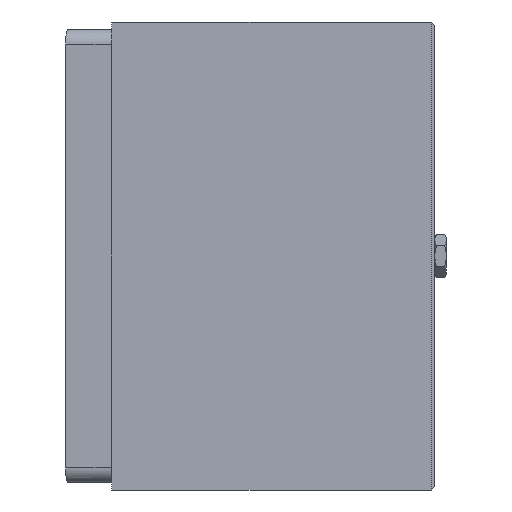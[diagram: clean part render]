
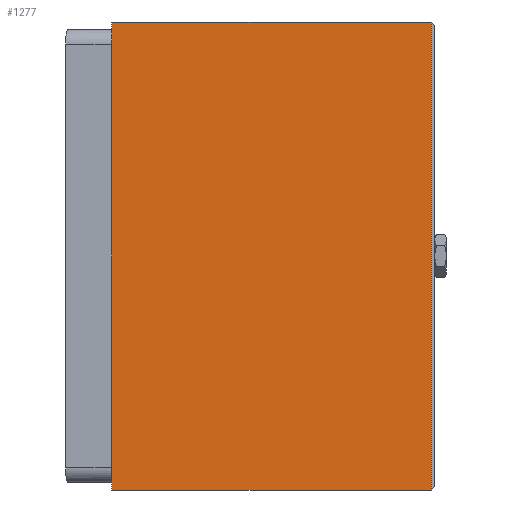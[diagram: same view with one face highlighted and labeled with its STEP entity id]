
A CAD part, left-side view. The second image highlights one B-rep face of the part: STEP entity #1277.
In plain terms, the highlighted planar face has unit normal (-1, 0, 0).
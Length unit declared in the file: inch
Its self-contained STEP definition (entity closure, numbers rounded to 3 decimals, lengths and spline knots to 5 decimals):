
#141 = ORIENTED_EDGE ( 'NONE', *, *, #1465, .T. ) ;
#202 = DIRECTION ( 'NONE',  ( 0., 0., -1. ) ) ;
#264 = AXIS2_PLACEMENT_3D ( 'NONE', #3305, #2922, #202 ) ;
#409 = CARTESIAN_POINT ( 'NONE',  ( -3.93701, 0.03, 1.9685 ) ) ;
#564 = PLANE ( 'NONE',  #264 ) ;
#689 = VERTEX_POINT ( 'NONE', #409 ) ;
#759 = CARTESIAN_POINT ( 'NONE',  ( -3.93701, 2.716, -1.9685 ) ) ;
#762 = EDGE_CURVE ( 'NONE', #1780, #689, #1752, .T. ) ;
#785 = LINE ( 'NONE', #4329, #3475 ) ;
#1094 = ORIENTED_EDGE ( 'NONE', *, *, #1665, .F. ) ;
#1277 = ADVANCED_FACE ( 'NONE', ( #4104 ), #564, .F. ) ;
#1281 = CARTESIAN_POINT ( 'NONE',  ( -3.93701, 2.716, -1.9685 ) ) ;
#1302 = DIRECTION ( 'NONE',  ( 0., -1., 0. ) ) ;
#1336 = DIRECTION ( 'NONE',  ( 0., 0., 1. ) ) ;
#1389 = CARTESIAN_POINT ( 'NONE',  ( -3.93701, 0.03, 1.9685 ) ) ;
#1465 = EDGE_CURVE ( 'NONE', #1751, #1780, #2831, .T. ) ;
#1665 = EDGE_CURVE ( 'NONE', #1751, #2376, #785, .T. ) ;
#1751 = VERTEX_POINT ( 'NONE', #759 ) ;
#1752 = LINE ( 'NONE', #1389, #1917 ) ;
#1780 = VERTEX_POINT ( 'NONE', #2733 ) ;
#1917 = VECTOR ( 'NONE', #1336, 39.37008 ) ;
#2245 = LINE ( 'NONE', #3819, #4609 ) ;
#2272 = DIRECTION ( 'NONE',  ( 0., 0., 1. ) ) ;
#2283 = ORIENTED_EDGE ( 'NONE', *, *, #762, .T. ) ;
#2376 = VERTEX_POINT ( 'NONE', #2694 ) ;
#2386 = EDGE_LOOP ( 'NONE', ( #141, #2283, #3439, #1094 ) ) ;
#2694 = CARTESIAN_POINT ( 'NONE',  ( -3.93701, 2.716, 1.9685 ) ) ;
#2733 = CARTESIAN_POINT ( 'NONE',  ( -3.93701, 0.03, -1.9685 ) ) ;
#2831 = LINE ( 'NONE', #1281, #5066 ) ;
#2922 = DIRECTION ( 'NONE',  ( 1., 0., 0. ) ) ;
#3116 = DIRECTION ( 'NONE',  ( 0., -1., 0. ) ) ;
#3305 = CARTESIAN_POINT ( 'NONE',  ( -3.93701, 2.716, 1.9685 ) ) ;
#3439 = ORIENTED_EDGE ( 'NONE', *, *, #3595, .F. ) ;
#3475 = VECTOR ( 'NONE', #2272, 39.37008 ) ;
#3595 = EDGE_CURVE ( 'NONE', #2376, #689, #2245, .T. ) ;
#3819 = CARTESIAN_POINT ( 'NONE',  ( -3.93701, 2.716, 1.9685 ) ) ;
#4104 = FACE_OUTER_BOUND ( 'NONE', #2386, .T. ) ;
#4329 = CARTESIAN_POINT ( 'NONE',  ( -3.93701, 2.716, 1.9685 ) ) ;
#4609 = VECTOR ( 'NONE', #3116, 39.37008 ) ;
#5066 = VECTOR ( 'NONE', #1302, 39.37008 ) ;
